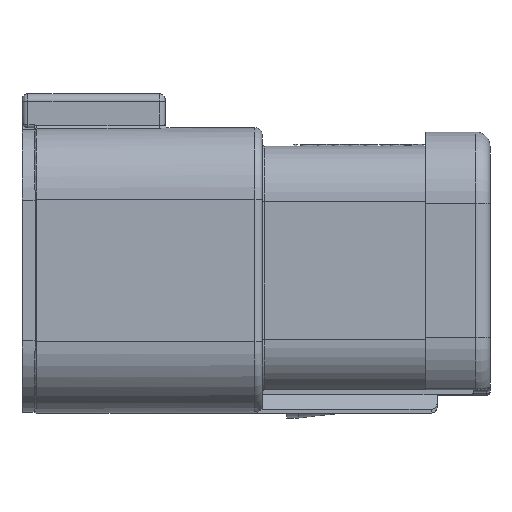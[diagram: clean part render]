
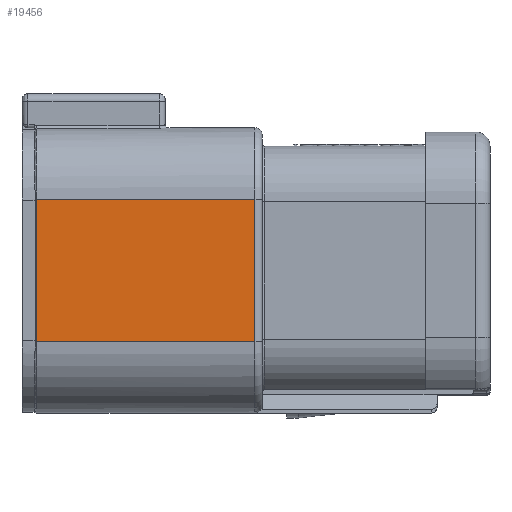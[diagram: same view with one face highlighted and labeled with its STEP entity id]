
A CAD part, left-side view. The second image highlights one B-rep face of the part: STEP entity #19456.
In plain terms, the highlighted planar face has unit normal (-1, 0, 0).
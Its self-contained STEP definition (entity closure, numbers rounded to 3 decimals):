
#3305=DIRECTION('',(0.,0.,-1.));
#3306=VECTOR('',#3305,14.9);
#3307=CARTESIAN_POINT('',(-13.475,22.9,7.45));
#3308=LINE('',#3307,#3306);
#3309=DIRECTION('',(0.,-1.,0.));
#3310=VECTOR('',#3309,22.85);
#3311=CARTESIAN_POINT('',(-13.475,45.75,-7.45));
#3312=LINE('',#3311,#3310);
#3313=DIRECTION('',(0.,0.,-1.));
#3314=VECTOR('',#3313,14.9);
#3315=CARTESIAN_POINT('',(-13.475,45.75,7.45));
#3316=LINE('',#3315,#3314);
#3317=DIRECTION('',(0.,-1.,0.));
#3318=VECTOR('',#3317,22.85);
#3319=CARTESIAN_POINT('',(-13.475,45.75,7.45));
#3320=LINE('',#3319,#3318);
#12193=CARTESIAN_POINT('',(-13.475,45.75,-7.45));
#12194=VERTEX_POINT('',#12193);
#12195=CARTESIAN_POINT('',(-13.475,45.75,7.45));
#12196=VERTEX_POINT('',#12195);
#12205=CARTESIAN_POINT('',(-13.475,22.9,-7.45));
#12207=VERTEX_POINT('',#12205);
#12213=CARTESIAN_POINT('',(-13.475,22.9,7.45));
#12214=VERTEX_POINT('',#12213);
#19445=CARTESIAN_POINT('',(-13.475,47.3,-14.95));
#19446=DIRECTION('',(-1.,0.,0.));
#19447=DIRECTION('',(0.,0.,1.));
#19448=AXIS2_PLACEMENT_3D('',#19445,#19446,#19447);
#19449=PLANE('',#19448);
#19450=ORIENTED_EDGE('',*,*,#19438,.T.);
#19451=ORIENTED_EDGE('',*,*,#19413,.F.);
#19452=ORIENTED_EDGE('',*,*,#16343,.F.);
#19453=ORIENTED_EDGE('',*,*,#18267,.T.);
#19454=EDGE_LOOP('',(#19450,#19451,#19452,#19453));
#19455=FACE_OUTER_BOUND('',#19454,.F.);
#19456=ADVANCED_FACE('',(#19455),#19449,.T.);
#16343=EDGE_CURVE('',#12196,#12194,#3316,.T.);
#18267=EDGE_CURVE('',#12196,#12214,#3320,.T.);
#19413=EDGE_CURVE('',#12194,#12207,#3312,.T.);
#19438=EDGE_CURVE('',#12214,#12207,#3308,.T.);
